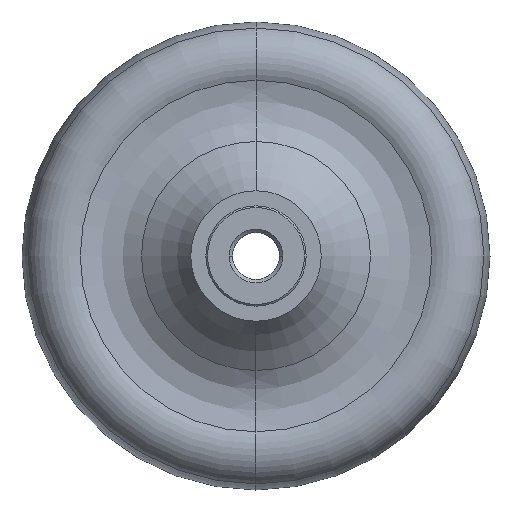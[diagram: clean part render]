
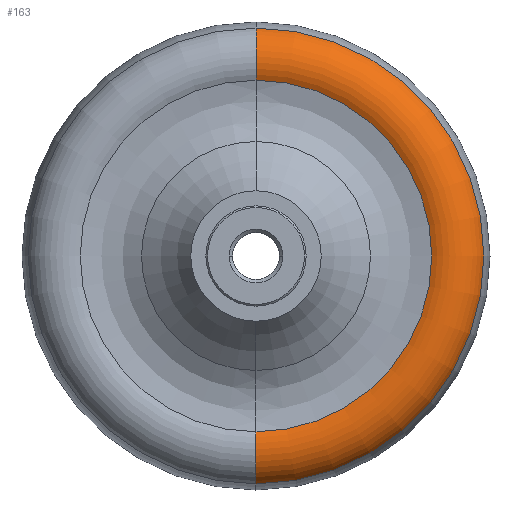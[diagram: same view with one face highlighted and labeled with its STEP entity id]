
A CAD part, left-side view. The second image highlights one B-rep face of the part: STEP entity #163.
In plain terms, the highlighted toroidal (fillet/blend) face has major radius 58 mm and minor radius 11 mm.
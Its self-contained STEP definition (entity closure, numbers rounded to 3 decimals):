
#163 = ADVANCED_FACE( '', ( #277 ), #278, .T. );
#277 = FACE_OUTER_BOUND( '', #424, .T. );
#278 = TOROIDAL_SURFACE( '', #425, 58., 11. );
#424 = EDGE_LOOP( '', ( #795, #796, #797, #798 ) );
#425 = AXIS2_PLACEMENT_3D( '', #799, #800, #801 );
#795 = ORIENTED_EDGE( '', *, *, #1051, .T. );
#796 = ORIENTED_EDGE( '', *, *, #1049, .F. );
#797 = ORIENTED_EDGE( '', *, *, #1054, .T. );
#798 = ORIENTED_EDGE( '', *, *, #1132, .T. );
#799 = CARTESIAN_POINT( '', ( 36., 0., 0. ) );
#800 = DIRECTION( '', ( -1., 0., 0. ) );
#801 = DIRECTION( '', ( 0., 0., 1. ) );
#1049 = EDGE_CURVE( '', #1229, #1231, #1232, .T. );
#1051 = EDGE_CURVE( '', #1234, #1231, #1235, .T. );
#1054 = EDGE_CURVE( '', #1229, #1238, #1240, .T. );
#1132 = EDGE_CURVE( '', #1238, #1234, #1364, .T. );
#1229 = VERTEX_POINT( '', #1504 );
#1231 = VERTEX_POINT( '', #1506 );
#1232 = CIRCLE( '', #1507, 52.566 );
#1234 = VERTEX_POINT( '', #1509 );
#1235 = CIRCLE( '', #1510, 11. );
#1238 = VERTEX_POINT( '', #1513 );
#1240 = CIRCLE( '', #1515, 11. );
#1364 = CIRCLE( '', #1751, 68.159 );
#1504 = CARTESIAN_POINT( '', ( 26.436, 0., -52.566 ) );
#1506 = CARTESIAN_POINT( '', ( 26.436, 0., 52.566 ) );
#1507 = AXIS2_PLACEMENT_3D( '', #2245, #2246, #2247 );
#1509 = CARTESIAN_POINT( '', ( 31.782, 0., 68.159 ) );
#1510 = AXIS2_PLACEMENT_3D( '', #2251, #2252, #2253 );
#1513 = CARTESIAN_POINT( '', ( 31.782, 0., -68.159 ) );
#1515 = AXIS2_PLACEMENT_3D( '', #2260, #2261, #2262 );
#1751 = AXIS2_PLACEMENT_3D( '', #2420, #2421, #2422 );
#2245 = CARTESIAN_POINT( '', ( 26.436, 0., 0. ) );
#2246 = DIRECTION( '', ( -1., 0., 0. ) );
#2247 = DIRECTION( '', ( 0., 1., 0. ) );
#2251 = CARTESIAN_POINT( '', ( 36., 0., 58. ) );
#2252 = DIRECTION( '', ( 0., -1., 0. ) );
#2253 = DIRECTION( '', ( 0., 0., 1. ) );
#2260 = CARTESIAN_POINT( '', ( 36., 0., -58. ) );
#2261 = DIRECTION( '', ( 0., -1., 0. ) );
#2262 = DIRECTION( '', ( 0., 0., -1. ) );
#2420 = CARTESIAN_POINT( '', ( 31.782, 0., 0. ) );
#2421 = DIRECTION( '', ( -1., 0., 0. ) );
#2422 = DIRECTION( '', ( 0., 1., 0. ) );
